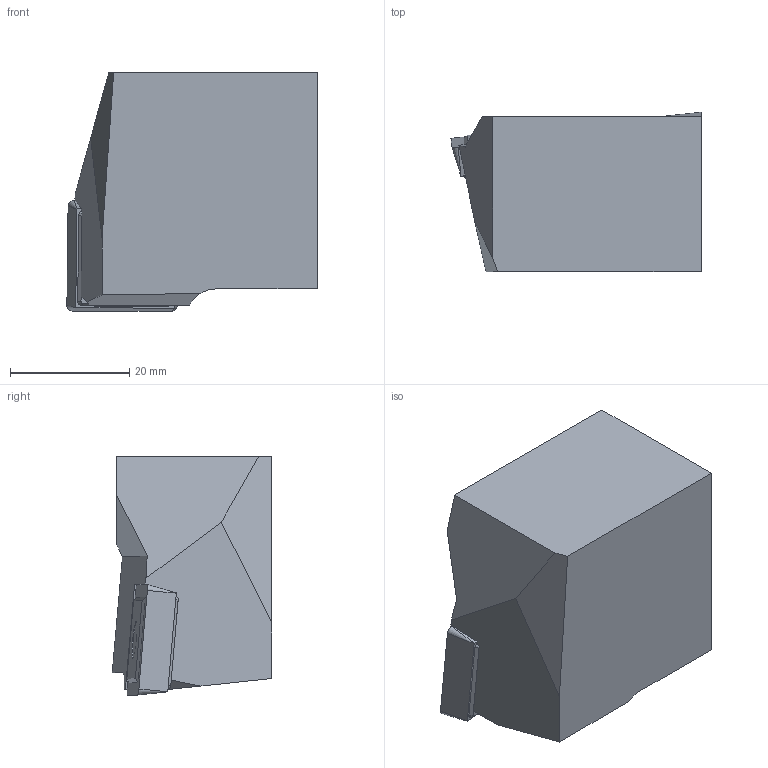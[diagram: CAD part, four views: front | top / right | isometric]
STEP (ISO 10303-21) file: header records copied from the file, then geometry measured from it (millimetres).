
FILE_DESCRIPTION(/* description */ (''),/* implementation_level */ '2;1');
FILE_NAME(/* name */ '1551438025875.stp',/* time_stamp */ '2019-03-01T12:00:43+01:00',/* author */ (''),/* organization */ ('SMS'),/* preprocessor_version */ 'ST-DEVELOPER v15',/* originating_system */ 'SIEMENS PLM Software NX 8.5',/* authorisation */ '');
FILE_SCHEMA (('AUTOMOTIVE_DESIGN { 1 0 10303 214 3 1 1 1 }'));
Length unit declared in the file: millimetre
Products named in the file (4): 200983012mod000_00; ASSEMBLY_CONSTRUCTION; 202209932mod000_00; 200914736mod000_01
Assembly tree (3 placements, depth 2):
  200914736mod000_01
    202209932mod000_00
    ASSEMBLY_CONSTRUCTION
    200983012mod000_00
Bounding box: 42 x 26.78 x 40.05 mm (x, y, z)
Volume: 34635.5 mm3; surface area: 7629.9 mm2
Topology: 2 solids, 2 shells, 61 faces, 153 edges, 107 vertices
Faces by surface type: plane 38, cone 12, torus 8, cylinder 3
Full cylindrical faces by diameter (mm): 4.7 x2
Entity records: 1923 total; most frequent: CARTESIAN_POINT 333, DIRECTION 312, ORIENTED_EDGE 270, EDGE_CURVE 135, AXIS2_PLACEMENT_3D 107, LINE 98, VECTOR 98, VERTEX_POINT 97
